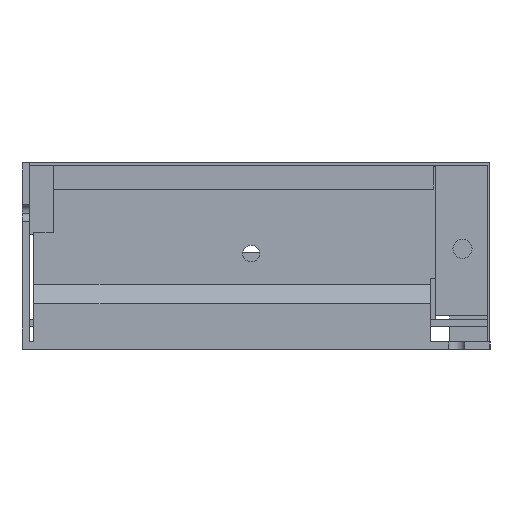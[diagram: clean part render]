
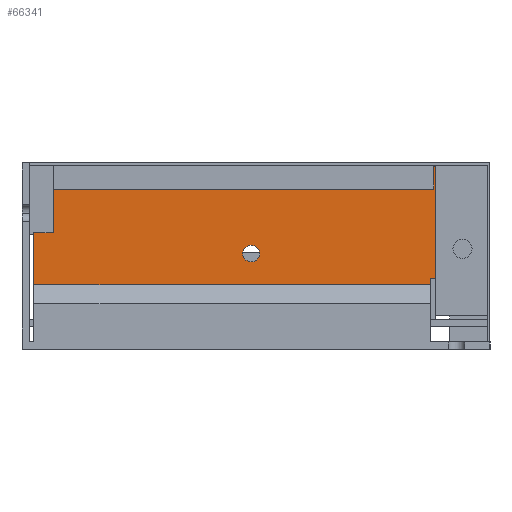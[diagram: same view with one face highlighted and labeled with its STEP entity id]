
A CAD part, left-side view. The second image highlights one B-rep face of the part: STEP entity #66341.
In plain terms, the highlighted planar face has unit normal (-1, 0, 0).
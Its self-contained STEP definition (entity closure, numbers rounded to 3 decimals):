
#2582 = CIRCLE ( 'NONE', #38581, 2. ) ;
#3314 = DIRECTION ( 'NONE',  ( -1., 0., 0. ) ) ;
#3543 = CARTESIAN_POINT ( 'NONE',  ( -70.85, -42.7, -15.5 ) ) ;
#5059 = EDGE_CURVE ( 'NONE', #28064, #21352, #65442, .T. ) ;
#6907 = VECTOR ( 'NONE', #79510, 1000. ) ;
#7477 = DIRECTION ( 'NONE',  ( 0., 1., -0.014 ) ) ;
#7740 = DIRECTION ( 'NONE',  ( 0., 0., -1. ) ) ;
#8166 = ORIENTED_EDGE ( 'NONE', *, *, #56677, .T. ) ;
#9114 = FACE_OUTER_BOUND ( 'NONE', #49100, .T. ) ;
#10250 = CARTESIAN_POINT ( 'NONE',  ( -70.85, -35.85, -0.18 ) ) ;
#10713 = CIRCLE ( 'NONE', #55728, 2. ) ;
#11481 = DIRECTION ( 'NONE',  ( 0., -1., 0. ) ) ;
#12280 = CIRCLE ( 'NONE', #22585, 1.75 ) ;
#12448 = ORIENTED_EDGE ( 'NONE', *, *, #55810, .F. ) ;
#13424 = CARTESIAN_POINT ( 'NONE',  ( -70.85, 1.55, -18.5 ) ) ;
#16594 = ORIENTED_EDGE ( 'NONE', *, *, #51705, .T. ) ;
#16793 = EDGE_CURVE ( 'NONE', #60630, #60934, #41715, .T. ) ;
#17526 = DIRECTION ( 'NONE',  ( -1., 0., 0. ) ) ;
#17601 = VECTOR ( 'NONE', #68955, 1000. ) ;
#17861 = LINE ( 'NONE', #74638, #29021 ) ;
#18206 = ORIENTED_EDGE ( 'NONE', *, *, #68597, .F. ) ;
#19135 = CARTESIAN_POINT ( 'NONE',  ( -70.85, 1.55, -16.75 ) ) ;
#20026 = VERTEX_POINT ( 'NONE', #23300 ) ;
#20399 = CARTESIAN_POINT ( 'NONE',  ( -70.85, 47.05, -25. ) ) ;
#20470 = CARTESIAN_POINT ( 'NONE',  ( -70.85, -47.35, -22.8 ) ) ;
#20875 = DIRECTION ( 'NONE',  ( -1., 0., 0. ) ) ;
#21102 = EDGE_CURVE ( 'NONE', #40593, #20026, #25891, .T. ) ;
#21352 = VERTEX_POINT ( 'NONE', #54404 ) ;
#22482 = VERTEX_POINT ( 'NONE', #35879 ) ;
#22585 = AXIS2_PLACEMENT_3D ( 'NONE', #13424, #37984, #25112 ) ;
#23197 = CARTESIAN_POINT ( 'NONE',  ( -70.85, 47.05, -25. ) ) ;
#23300 = CARTESIAN_POINT ( 'NONE',  ( -70.85, -47.95, -23.6 ) ) ;
#24584 = AXIS2_PLACEMENT_3D ( 'NONE', #20470, #20875, #77212 ) ;
#24701 = VECTOR ( 'NONE', #77954, 1000. ) ;
#25029 = ORIENTED_EDGE ( 'NONE', *, *, #47461, .T. ) ;
#25112 = DIRECTION ( 'NONE',  ( 0., 0., 1. ) ) ;
#25891 = LINE ( 'NONE', #49260, #17601 ) ;
#26268 = CARTESIAN_POINT ( 'NONE',  ( -70.85, -35.95, -25. ) ) ;
#26283 = ORIENTED_EDGE ( 'NONE', *, *, #16793, .F. ) ;
#26308 = VERTEX_POINT ( 'NONE', #58652 ) ;
#26374 = EDGE_CURVE ( 'NONE', #63721, #60042, #41722, .T. ) ;
#26768 = DIRECTION ( 'NONE',  ( 0., 0., 1. ) ) ;
#27240 = DIRECTION ( 'NONE',  ( -1., 0., 0. ) ) ;
#28025 = FACE_BOUND ( 'NONE', #76640, .T. ) ;
#28064 = VERTEX_POINT ( 'NONE', #19135 ) ;
#28252 = EDGE_CURVE ( 'NONE', #64743, #26308, #10713, .T. ) ;
#29021 = VECTOR ( 'NONE', #54517, 1000. ) ;
#31132 = ORIENTED_EDGE ( 'NONE', *, *, #55841, .F. ) ;
#31207 = DIRECTION ( 'NONE',  ( 0., 0., 1. ) ) ;
#32864 = DIRECTION ( 'NONE',  ( 0., 0., 1. ) ) ;
#34317 = CARTESIAN_POINT ( 'NONE',  ( -70.85, -35.85, -23.8 ) ) ;
#35305 = ORIENTED_EDGE ( 'NONE', *, *, #28252, .F. ) ;
#35879 = CARTESIAN_POINT ( 'NONE',  ( -70.85, -47.35, -23.8 ) ) ;
#37264 = EDGE_CURVE ( 'NONE', #67794, #79151, #64076, .T. ) ;
#37290 = CARTESIAN_POINT ( 'NONE',  ( -70.85, -48.35, 0. ) ) ;
#37301 = VECTOR ( 'NONE', #47200, 1000. ) ;
#37984 = DIRECTION ( 'NONE',  ( -1., 0., 0. ) ) ;
#38156 = VECTOR ( 'NONE', #7477, 1000. ) ;
#38519 = FACE_BOUND ( 'NONE', #73661, .T. ) ;
#38581 = AXIS2_PLACEMENT_3D ( 'NONE', #76608, #3314, #46404 ) ;
#39256 = DIRECTION ( 'NONE',  ( -1., 0., 0. ) ) ;
#40102 = EDGE_CURVE ( 'NONE', #22482, #20026, #47667, .T. ) ;
#40218 = LINE ( 'NONE', #71207, #68510 ) ;
#40394 = CARTESIAN_POINT ( 'NONE',  ( -70.85, -35.95, -23.8 ) ) ;
#40593 = VERTEX_POINT ( 'NONE', #52553 ) ;
#41715 = LINE ( 'NONE', #54187, #54327 ) ;
#41722 = LINE ( 'NONE', #23197, #24701 ) ;
#41851 = CARTESIAN_POINT ( 'NONE',  ( -70.85, 47.05, -25. ) ) ;
#44803 = VECTOR ( 'NONE', #7740, 1000. ) ;
#45178 = VERTEX_POINT ( 'NONE', #68000 ) ;
#46404 = DIRECTION ( 'NONE',  ( 0., 0., 1. ) ) ;
#47133 = EDGE_CURVE ( 'NONE', #26308, #64743, #2582, .T. ) ;
#47200 = DIRECTION ( 'NONE',  ( 0., -1., 0. ) ) ;
#47461 = EDGE_CURVE ( 'NONE', #67794, #22482, #77806, .T. ) ;
#47667 = CIRCLE ( 'NONE', #24584, 1. ) ;
#49100 = EDGE_LOOP ( 'NONE', ( #56189, #25029, #74270, #71087, #8166, #26283, #18206, #12448, #63012, #16594 ) ) ;
#49260 = CARTESIAN_POINT ( 'NONE',  ( -70.85, -47.95, 0. ) ) ;
#51705 = EDGE_CURVE ( 'NONE', #60042, #79151, #74688, .T. ) ;
#52553 = CARTESIAN_POINT ( 'NONE',  ( -70.85, -47.95, -0.006 ) ) ;
#54187 = CARTESIAN_POINT ( 'NONE',  ( -70.85, 47.05, -0.18 ) ) ;
#54327 = VECTOR ( 'NONE', #11481, 1000. ) ;
#54404 = CARTESIAN_POINT ( 'NONE',  ( -70.85, 1.55, -20.25 ) ) ;
#54517 = DIRECTION ( 'NONE',  ( 0., -1., 0. ) ) ;
#55728 = AXIS2_PLACEMENT_3D ( 'NONE', #77077, #39256, #26768 ) ;
#55810 = EDGE_CURVE ( 'NONE', #63721, #45178, #17861, .T. ) ;
#55841 = EDGE_CURVE ( 'NONE', #21352, #28064, #12280, .T. ) ;
#56189 = ORIENTED_EDGE ( 'NONE', *, *, #37264, .F. ) ;
#56677 = EDGE_CURVE ( 'NONE', #40593, #60934, #67494, .T. ) ;
#57050 = PLANE ( 'NONE',  #75921 ) ;
#58652 = CARTESIAN_POINT ( 'NONE',  ( -70.85, -42.7, -19.5 ) ) ;
#60042 = VERTEX_POINT ( 'NONE', #41851 ) ;
#60630 = VERTEX_POINT ( 'NONE', #62246 ) ;
#60934 = VERTEX_POINT ( 'NONE', #10250 ) ;
#62246 = CARTESIAN_POINT ( 'NONE',  ( -70.85, 43.05, -0.18 ) ) ;
#63012 = ORIENTED_EDGE ( 'NONE', *, *, #26374, .T. ) ;
#63721 = VERTEX_POINT ( 'NONE', #72649 ) ;
#64076 = LINE ( 'NONE', #26268, #44803 ) ;
#64743 = VERTEX_POINT ( 'NONE', #3543 ) ;
#65442 = CIRCLE ( 'NONE', #66713, 1.75 ) ;
#66341 = ADVANCED_FACE ( 'NONE', ( #28025, #38519, #9114 ), #57050, .T. ) ;
#66713 = AXIS2_PLACEMENT_3D ( 'NONE', #72685, #17526, #31207 ) ;
#67494 = LINE ( 'NONE', #37290, #38156 ) ;
#67794 = VERTEX_POINT ( 'NONE', #40394 ) ;
#67830 = CARTESIAN_POINT ( 'NONE',  ( -70.85, 47.05, -25. ) ) ;
#68000 = CARTESIAN_POINT ( 'NONE',  ( -70.85, 43.05, -14.18 ) ) ;
#68510 = VECTOR ( 'NONE', #71587, 1000. ) ;
#68597 = EDGE_CURVE ( 'NONE', #45178, #60630, #40218, .T. ) ;
#68905 = ORIENTED_EDGE ( 'NONE', *, *, #47133, .F. ) ;
#68955 = DIRECTION ( 'NONE',  ( 0., 0., -1. ) ) ;
#70859 = CARTESIAN_POINT ( 'NONE',  ( -70.85, -35.95, -25. ) ) ;
#71087 = ORIENTED_EDGE ( 'NONE', *, *, #21102, .F. ) ;
#71207 = CARTESIAN_POINT ( 'NONE',  ( -70.85, 43.05, -0.18 ) ) ;
#71587 = DIRECTION ( 'NONE',  ( 0., 0., 1. ) ) ;
#72649 = CARTESIAN_POINT ( 'NONE',  ( -70.85, 47.05, -14.18 ) ) ;
#72685 = CARTESIAN_POINT ( 'NONE',  ( -70.85, 1.55, -18.5 ) ) ;
#73661 = EDGE_LOOP ( 'NONE', ( #78914, #31132 ) ) ;
#74270 = ORIENTED_EDGE ( 'NONE', *, *, #40102, .T. ) ;
#74638 = CARTESIAN_POINT ( 'NONE',  ( -70.85, 47.05, -14.18 ) ) ;
#74688 = LINE ( 'NONE', #67830, #6907 ) ;
#75921 = AXIS2_PLACEMENT_3D ( 'NONE', #20399, #27240, #32864 ) ;
#76608 = CARTESIAN_POINT ( 'NONE',  ( -70.85, -42.7, -17.5 ) ) ;
#76640 = EDGE_LOOP ( 'NONE', ( #35305, #68905 ) ) ;
#77077 = CARTESIAN_POINT ( 'NONE',  ( -70.85, -42.7, -17.5 ) ) ;
#77212 = DIRECTION ( 'NONE',  ( 0., 0., -1. ) ) ;
#77806 = LINE ( 'NONE', #34317, #37301 ) ;
#77954 = DIRECTION ( 'NONE',  ( 0., 0., -1. ) ) ;
#78914 = ORIENTED_EDGE ( 'NONE', *, *, #5059, .F. ) ;
#79151 = VERTEX_POINT ( 'NONE', #70859 ) ;
#79510 = DIRECTION ( 'NONE',  ( 0., -1., 0. ) ) ;
